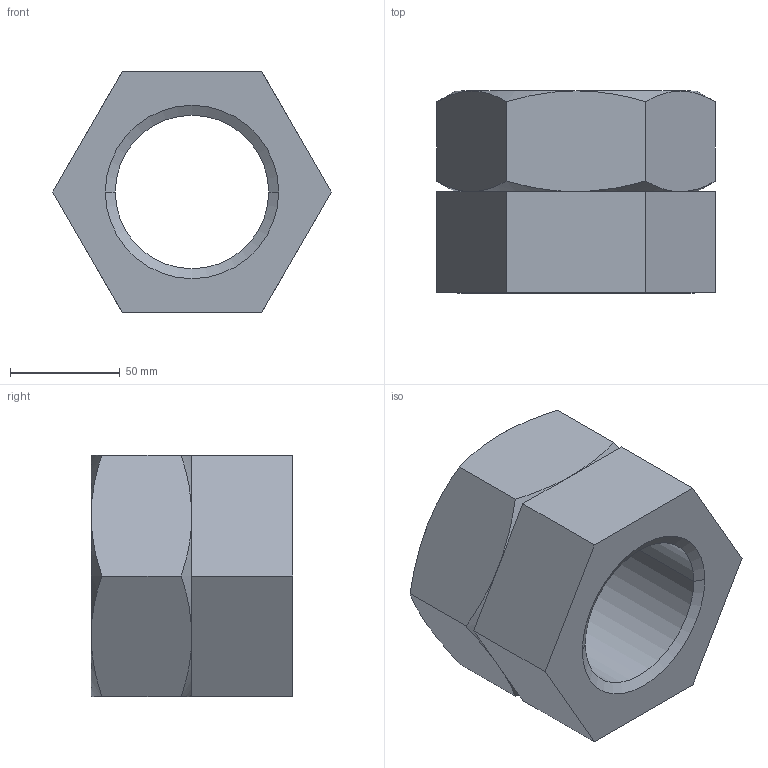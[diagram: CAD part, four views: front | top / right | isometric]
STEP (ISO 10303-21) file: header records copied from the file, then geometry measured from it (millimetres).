
FILE_DESCRIPTION((''),'2;1');
FILE_NAME('0RBSC076_____0','2019-10-29T14:08:24',('kim.bk'),(''),'CREO PARAMETRIC BY PTC INC, 2019010','CREO PARAMETRIC BY PTC INC, 2019010','');
FILE_SCHEMA(('CONFIG_CONTROL_DESIGN'));
Length unit declared in the file: millimetre
Products named in the file (1): 0RBSC076_____0
Bounding box: 127.02 x 92.1 x 110 mm (x, y, z)
Volume: 604327.4 mm3; surface area: 91796.7 mm2
Topology: 2 solids, 2 shells, 315 faces, 869 edges, 576 vertices
Faces by surface type: plane 291, cone 20, cylinder 4
Entity records: 9975 total; most frequent: CARTESIAN_POINT 1904, ORIENTED_EDGE 1738, DIRECTION 1507, EDGE_CURVE 869, VECTOR 813, LINE 813, VERTEX_POINT 576, AXIS2_PLACEMENT_3D 347
